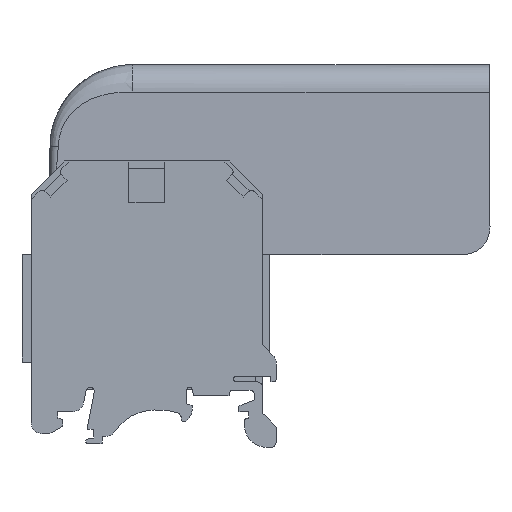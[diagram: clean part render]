
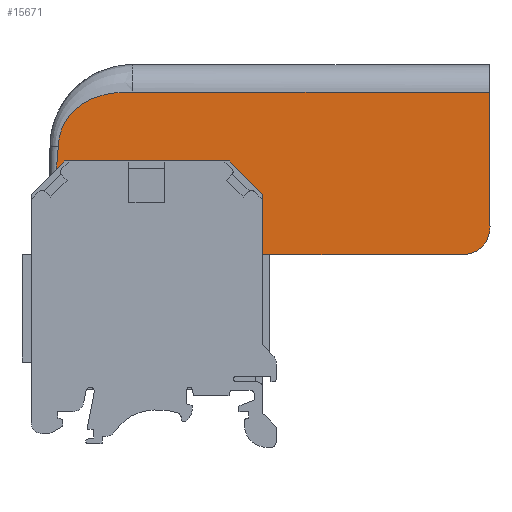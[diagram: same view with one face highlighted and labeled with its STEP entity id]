
A CAD part, left-side view. The second image highlights one B-rep face of the part: STEP entity #15671.
In plain terms, the highlighted planar face has unit normal (-1, 0, 0.004).
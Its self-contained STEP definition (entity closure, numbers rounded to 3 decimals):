
#40=(
BOUNDED_CURVE()
B_SPLINE_CURVE(3,(#23022,#23023,#23024,#23025,#23026,#23027,#23028),
 .UNSPECIFIED.,.F.,.F.)
B_SPLINE_CURVE_WITH_KNOTS((4,3,4),(-0.21,-0.08,-0.015),
 .PIECEWISE_BEZIER_KNOTS.)
CURVE()
GEOMETRIC_REPRESENTATION_ITEM()
RATIONAL_B_SPLINE_CURVE((1.,1.,1.,1.,1.,1.,1.))
REPRESENTATION_ITEM('')
);
#45=(
BOUNDED_CURVE()
B_SPLINE_CURVE(3,(#23808,#23809,#23810,#23811),.UNSPECIFIED.,.F.,.F.)
B_SPLINE_CURVE_WITH_KNOTS((4,4),(0.,0.019),
 .PIECEWISE_BEZIER_KNOTS.)
CURVE()
GEOMETRIC_REPRESENTATION_ITEM()
RATIONAL_B_SPLINE_CURVE((1.,1.,1.,1.))
REPRESENTATION_ITEM('')
);
#60=ELLIPSE('',#16440,5.,5.);
#124=B_SPLINE_CURVE_WITH_KNOTS('',3,(#22966,#22967,#22968,#22969,#22970,
#22971,#22972,#22973,#22974,#22975,#22976,#22977,#22978,#22979,#22980,#22981,
#22982,#22983,#22984,#22985,#22986,#22987,#22988,#22989,#22990,#22991,#22992,
#22993,#22994),.UNSPECIFIED.,.F.,.F.,(4,1,1,1,1,1,1,1,1,1,1,1,1,1,1,1,1,
1,1,1,1,1,1,1,1,1,4),(0.,0.063,0.094,0.109,0.125,0.141,0.156,
0.188,0.219,0.234,0.25,0.266,0.281,0.313,0.375,0.438,0.469,
0.5,0.531,0.563,0.625,0.688,0.75,0.813,0.875,0.938,1.),
 .UNSPECIFIED.);
#3444=ORIENTED_EDGE('',*,*,#5240,.F.);
#3445=ORIENTED_EDGE('',*,*,#5222,.T.);
#3446=ORIENTED_EDGE('',*,*,#5236,.F.);
#3447=ORIENTED_EDGE('',*,*,#5186,.T.);
#3448=ORIENTED_EDGE('',*,*,#5184,.T.);
#3449=ORIENTED_EDGE('',*,*,#5245,.T.);
#3450=ORIENTED_EDGE('',*,*,#5285,.T.);
#5184=EDGE_CURVE('',#6360,#6362,#124,.T.);
#5186=EDGE_CURVE('',#6363,#6360,#40,.T.);
#5222=EDGE_CURVE('',#6391,#6390,#60,.T.);
#5236=EDGE_CURVE('',#6363,#6390,#7686,.T.);
#5240=EDGE_CURVE('',#6391,#6399,#7690,.F.);
#5245=EDGE_CURVE('',#6362,#6401,#45,.F.);
#5285=EDGE_CURVE('',#6401,#6399,#7729,.F.);
#6360=VERTEX_POINT('',#22913);
#6362=VERTEX_POINT('',#22965);
#6363=VERTEX_POINT('',#23021);
#6390=VERTEX_POINT('',#23566);
#6391=VERTEX_POINT('',#23568);
#6399=VERTEX_POINT('',#23766);
#6401=VERTEX_POINT('',#23807);
#7686=LINE('',#23759,#9003);
#7690=LINE('',#23767,#9007);
#7729=LINE('',#23891,#9046);
#9003=VECTOR('',#19158,1000.);
#9007=VECTOR('',#19166,1000.);
#9046=VECTOR('',#19243,1000.);
#9668=EDGE_LOOP('',(#3444,#3445,#3446,#3447,#3448,#3449,#3450));
#10345=FACE_BOUND('',#9668,.T.);
#10853=PLANE('',#16475);
#15671=ADVANCED_FACE('',(#10345),#10853,.T.);
#16440=AXIS2_PLACEMENT_3D('',#23567,#19140,#19141);
#16475=AXIS2_PLACEMENT_3D('',#23954,#19272,#19273);
#19140=DIRECTION('',(-1.,0.,0.004));
#19141=DIRECTION('',(-0.004,0.,-1.));
#19158=DIRECTION('',(-0.004,-0.004,-1.));
#19166=DIRECTION('',(0.,-1.,0.));
#19243=DIRECTION('',(0.,1.,0.));
#19272=DIRECTION('',(-1.,0.,0.004));
#19273=DIRECTION('',(-0.004,0.,-1.));
#22913=CARTESIAN_POINT('',(-16.871,2.415,30.522));
#22965=CARTESIAN_POINT('',(-16.915,15.915,20.565));
#22966=CARTESIAN_POINT('',(-16.871,2.415,30.522));
#22967=CARTESIAN_POINT('',(-16.871,2.795,30.522));
#22968=CARTESIAN_POINT('',(-16.871,3.329,30.516));
#22969=CARTESIAN_POINT('',(-16.871,3.879,30.5));
#22970=CARTESIAN_POINT('',(-16.871,4.185,30.487));
#22971=CARTESIAN_POINT('',(-16.871,4.375,30.478));
#22972=CARTESIAN_POINT('',(-16.871,4.673,30.461));
#22973=CARTESIAN_POINT('',(-16.872,5.024,30.436));
#22974=CARTESIAN_POINT('',(-16.872,5.465,30.396));
#22975=CARTESIAN_POINT('',(-16.872,5.879,30.348));
#22976=CARTESIAN_POINT('',(-16.872,6.212,30.302));
#22977=CARTESIAN_POINT('',(-16.872,6.429,30.269));
#22978=CARTESIAN_POINT('',(-16.873,6.746,30.215));
#22979=CARTESIAN_POINT('',(-16.873,7.128,30.142));
#22980=CARTESIAN_POINT('',(-16.873,7.799,29.994));
#22981=CARTESIAN_POINT('',(-16.875,8.711,29.73));
#22982=CARTESIAN_POINT('',(-16.876,9.571,29.4));
#22983=CARTESIAN_POINT('',(-16.877,10.239,29.088));
#22984=CARTESIAN_POINT('',(-16.878,10.692,28.851));
#22985=CARTESIAN_POINT('',(-16.88,11.253,28.522));
#22986=CARTESIAN_POINT('',(-16.882,11.926,28.069));
#22987=CARTESIAN_POINT('',(-16.885,12.705,27.452));
#22988=CARTESIAN_POINT('',(-16.889,13.63,26.516));
#22989=CARTESIAN_POINT('',(-16.893,14.38,25.532));
#22990=CARTESIAN_POINT('',(-16.898,15.051,24.366));
#22991=CARTESIAN_POINT('',(-16.903,15.524,23.182));
#22992=CARTESIAN_POINT('',(-16.909,15.844,21.866));
#22993=CARTESIAN_POINT('',(-16.913,15.913,21.002));
#22994=CARTESIAN_POINT('',(-16.915,15.915,20.565));
#23021=CARTESIAN_POINT('',(-16.871,-62.371,30.522));
#23022=CARTESIAN_POINT('',(-16.871,-192.33,30.522));
#23023=CARTESIAN_POINT('',(-16.871,-149.053,30.522));
#23024=CARTESIAN_POINT('',(-16.871,-105.777,30.522));
#23025=CARTESIAN_POINT('',(-16.871,-62.5,30.522));
#23026=CARTESIAN_POINT('',(-16.871,-40.862,30.522));
#23027=CARTESIAN_POINT('',(-16.871,-19.223,30.522));
#23028=CARTESIAN_POINT('',(-16.871,2.415,30.522));
#23566=CARTESIAN_POINT('',(-16.978,-62.478,6.022));
#23567=CARTESIAN_POINT('',(-16.978,-57.478,6.));
#23568=CARTESIAN_POINT('',(-17.,-57.478,1.));
#23759=CARTESIAN_POINT('',(-16.999,-62.499,1.144));
#23766=CARTESIAN_POINT('',(-17.,-22.5,1.));
#23767=CARTESIAN_POINT('',(-17.,16.,1.));
#23807=CARTESIAN_POINT('',(-17.,17.5,1.));
#23808=CARTESIAN_POINT('',(-17.,17.5,1.));
#23809=CARTESIAN_POINT('',(-16.972,16.722,7.521));
#23810=CARTESIAN_POINT('',(-16.943,15.943,14.041));
#23811=CARTESIAN_POINT('',(-16.915,15.915,20.565));
#23891=CARTESIAN_POINT('',(-17.,0.,1.));
#23954=CARTESIAN_POINT('',(-17.,16.,1.));
